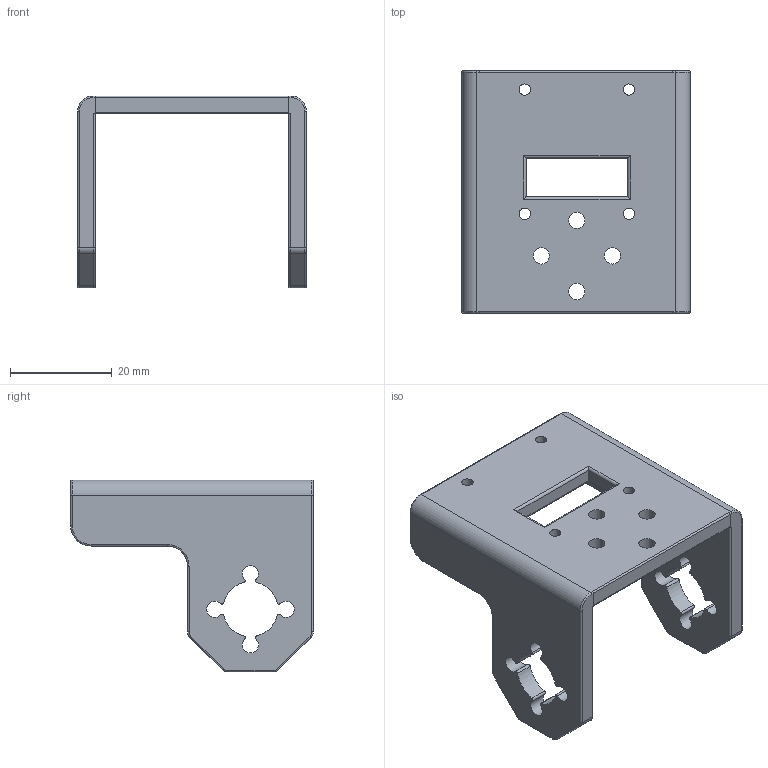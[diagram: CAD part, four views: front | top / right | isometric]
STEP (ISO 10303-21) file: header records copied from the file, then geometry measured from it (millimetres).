
FILE_DESCRIPTION(('FreeCAD Model'),'2;1');
FILE_NAME('Open CASCADE Shape Model','2025-12-11T17:30:56',(''),(''), 'Open CASCADE STEP processor 7.8','FreeCAD','Unknown');
FILE_SCHEMA(('AUTOMOTIVE_DESIGN { 1 0 10303 214 1 1 1 1 }'));
Length unit declared in the file: millimetre
Products named in the file (1): Final-correct-orientation
Bounding box: 45.01 x 47.76 x 37.78 mm (x, y, z)
Volume: 12760.9 mm3; surface area: 9175 mm2
Topology: 1 solids, 1 shells, 176 faces, 438 edges, 272 vertices
Faces by surface type: cylinder 106, plane 42, torus 28
Full cylindrical faces by diameter (mm): 2.2 x4, 3.2 x4, 3.8 x4, 5.7 x4
Entity records: 5340 total; most frequent: DIRECTION 1024, CARTESIAN_POINT 887, ORIENTED_EDGE 876, EDGE_CURVE 438, AXIS2_PLACEMENT_3D 409, VERTEX_POINT 272, CIRCLE 224, FACE_BOUND 206
